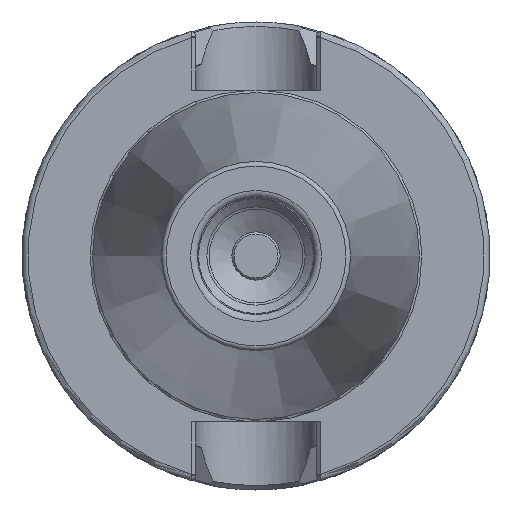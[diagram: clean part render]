
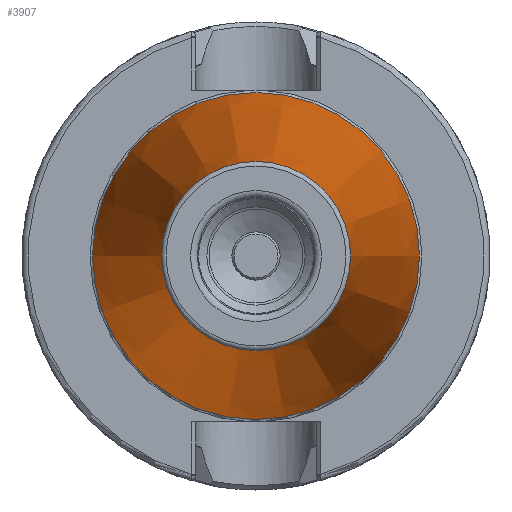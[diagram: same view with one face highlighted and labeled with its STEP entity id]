
A CAD part, left-side view. The second image highlights one B-rep face of the part: STEP entity #3907.
In plain terms, the highlighted conical face has half-angle 8.297 degrees and reference radius 27.564 mm.
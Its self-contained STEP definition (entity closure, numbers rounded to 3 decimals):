
#523=FACE_OUTER_BOUND('',#780,.T.);
#780=EDGE_LOOP('',(#3139,#3140,#3141,#3142,#3143));
#1025=LINE('',#7316,#1309);
#1309=VECTOR('',#5015,27.564);
#1583=CIRCLE('',#4341,20.204);
#1584=CIRCLE('',#4342,20.204);
#1586=CIRCLE('',#4345,34.925);
#1832=VERTEX_POINT('',#7308);
#1833=VERTEX_POINT('',#7309);
#1834=VERTEX_POINT('',#7314);
#2286=EDGE_CURVE('',#1832,#1833,#1583,.T.);
#2287=EDGE_CURVE('',#1833,#1832,#1584,.T.);
#2289=EDGE_CURVE('',#1834,#1834,#1586,.T.);
#2290=EDGE_CURVE('',#1834,#1832,#1025,.T.);
#3139=ORIENTED_EDGE('',*,*,#2289,.F.);
#3140=ORIENTED_EDGE('',*,*,#2290,.T.);
#3141=ORIENTED_EDGE('',*,*,#2286,.T.);
#3142=ORIENTED_EDGE('',*,*,#2287,.T.);
#3143=ORIENTED_EDGE('',*,*,#2290,.F.);
#3784=CONICAL_SURFACE('',#4344,27.564,0.145);
#3907=ADVANCED_FACE('',(#523),#3784,.T.);
#4341=AXIS2_PLACEMENT_3D('',#7310,#5005,#5006);
#4342=AXIS2_PLACEMENT_3D('',#7311,#5007,#5008);
#4344=AXIS2_PLACEMENT_3D('',#7313,#5011,#5012);
#4345=AXIS2_PLACEMENT_3D('',#7315,#5013,#5014);
#5005=DIRECTION('center_axis',(1.,0.,0.));
#5006=DIRECTION('ref_axis',(0.,0.,-1.));
#5007=DIRECTION('center_axis',(1.,0.,0.));
#5008=DIRECTION('ref_axis',(0.,0.,-1.));
#5011=DIRECTION('center_axis',(1.,0.,0.));
#5012=DIRECTION('ref_axis',(0.,1.,0.));
#5013=DIRECTION('center_axis',(1.,0.,0.));
#5014=DIRECTION('ref_axis',(0.,0.,-1.));
#5015=DIRECTION('',(-0.99,0.144,0.));
#7308=CARTESIAN_POINT('',(-100.944,-20.204,0.));
#7309=CARTESIAN_POINT('',(-100.944,0.,20.204));
#7310=CARTESIAN_POINT('Origin',(-100.944,0.,
0.));
#7311=CARTESIAN_POINT('Origin',(-100.944,0.,
0.));
#7313=CARTESIAN_POINT('Origin',(-50.472,0.,
0.));
#7314=CARTESIAN_POINT('',(0.,-34.925,0.));
#7315=CARTESIAN_POINT('Origin',(0.,0.,
0.));
#7316=CARTESIAN_POINT('',(-50.472,-27.564,0.));
